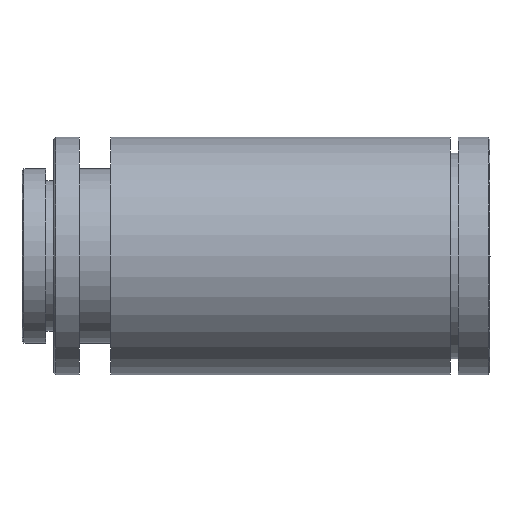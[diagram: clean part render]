
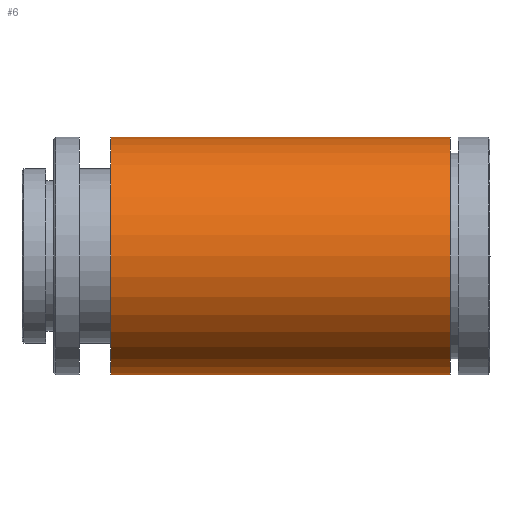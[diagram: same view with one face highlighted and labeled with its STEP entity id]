
A CAD part, front view. The second image highlights one B-rep face of the part: STEP entity #6.
In plain terms, the highlighted cylindrical face has radius 15 mm (diameter 30 mm), a partial arc.
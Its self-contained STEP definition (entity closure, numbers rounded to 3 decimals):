
#6 = ADVANCED_FACE ( 'NONE', ( #535 ), #800, .T. ) ;
#30 = EDGE_LOOP ( 'NONE', ( #197, #111, #83, #572 ) ) ;
#83 = ORIENTED_EDGE ( 'NONE', *, *, #944, .T. ) ;
#111 = ORIENTED_EDGE ( 'NONE', *, *, #798, .T. ) ;
#117 = CARTESIAN_POINT ( 'NONE',  ( 54.17, 0., 15. ) ) ;
#177 = VECTOR ( 'NONE', #1110, 1000. ) ;
#197 = ORIENTED_EDGE ( 'NONE', *, *, #1013, .F. ) ;
#220 = DIRECTION ( 'NONE',  ( -1., 0., 0. ) ) ;
#283 = CARTESIAN_POINT ( 'NONE',  ( 11.23, 0., 15. ) ) ;
#317 = CIRCLE ( 'NONE', #366, 15. ) ;
#363 = VERTEX_POINT ( 'NONE', #1155 ) ;
#366 = AXIS2_PLACEMENT_3D ( 'NONE', #859, #220, #1133 ) ;
#501 = VECTOR ( 'NONE', #993, 1000. ) ;
#535 = FACE_OUTER_BOUND ( 'NONE', #30, .T. ) ;
#572 = ORIENTED_EDGE ( 'NONE', *, *, #699, .F. ) ;
#630 = CARTESIAN_POINT ( 'NONE',  ( -215.191, 0., 15. ) ) ;
#699 = EDGE_CURVE ( 'NONE', #363, #741, #317, .T. ) ;
#718 = DIRECTION ( 'NONE',  ( 0., 0., 1. ) ) ;
#735 = VERTEX_POINT ( 'NONE', #117 ) ;
#741 = VERTEX_POINT ( 'NONE', #283 ) ;
#777 = AXIS2_PLACEMENT_3D ( 'NONE', #1070, #865, #779 ) ;
#779 = DIRECTION ( 'NONE',  ( 0., 0., 1. ) ) ;
#798 = EDGE_CURVE ( 'NONE', #937, #735, #1027, .T. ) ;
#800 = CYLINDRICAL_SURFACE ( 'NONE', #963, 15. ) ;
#859 = CARTESIAN_POINT ( 'NONE',  ( 11.23, 0., 0. ) ) ;
#865 = DIRECTION ( 'NONE',  ( -1., 0., 0. ) ) ;
#893 = LINE ( 'NONE', #630, #501 ) ;
#898 = DIRECTION ( 'NONE',  ( -1., 0., 0. ) ) ;
#937 = VERTEX_POINT ( 'NONE', #1176 ) ;
#944 = EDGE_CURVE ( 'NONE', #735, #741, #893, .T. ) ;
#963 = AXIS2_PLACEMENT_3D ( 'NONE', #1167, #898, #718 ) ;
#993 = DIRECTION ( 'NONE',  ( -1., 0., 0. ) ) ;
#997 = CARTESIAN_POINT ( 'NONE',  ( -215.191, 0., -15. ) ) ;
#1013 = EDGE_CURVE ( 'NONE', #937, #363, #1102, .T. ) ;
#1027 = CIRCLE ( 'NONE', #777, 15. ) ;
#1070 = CARTESIAN_POINT ( 'NONE',  ( 54.17, 0., 0. ) ) ;
#1102 = LINE ( 'NONE', #997, #177 ) ;
#1110 = DIRECTION ( 'NONE',  ( -1., 0., 0. ) ) ;
#1133 = DIRECTION ( 'NONE',  ( 0., 0., 1. ) ) ;
#1155 = CARTESIAN_POINT ( 'NONE',  ( 11.23, 0., -15. ) ) ;
#1167 = CARTESIAN_POINT ( 'NONE',  ( -215.191, 0., 0. ) ) ;
#1176 = CARTESIAN_POINT ( 'NONE',  ( 54.17, 0., -15. ) ) ;
